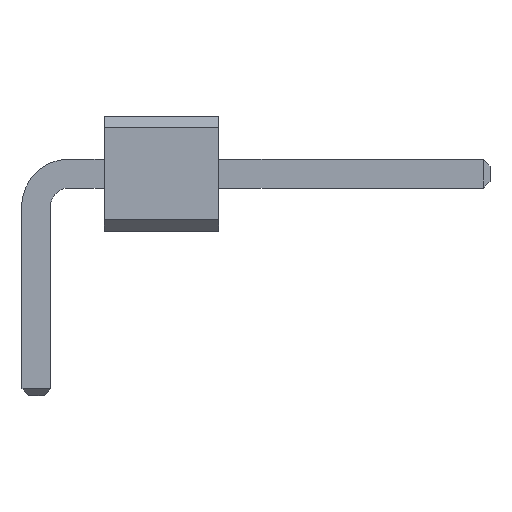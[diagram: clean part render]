
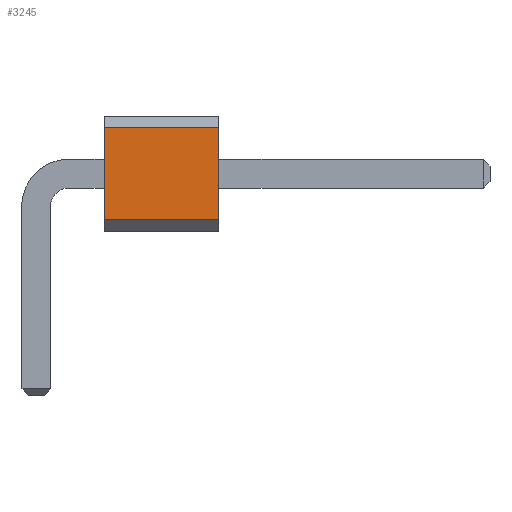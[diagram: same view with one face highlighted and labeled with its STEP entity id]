
A CAD part, front view. The second image highlights one B-rep face of the part: STEP entity #3245.
In plain terms, the highlighted planar face has unit normal (0, -1, 0).
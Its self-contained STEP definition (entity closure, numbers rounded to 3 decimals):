
#359 = VERTEX_POINT('',#360);
#360 = CARTESIAN_POINT('',(4.04,-29.21,2.29));
#366 = EDGE_CURVE('',#367,#359,#369,.T.);
#367 = VERTEX_POINT('',#368);
#368 = CARTESIAN_POINT('',(4.04,-29.21,0.25));
#369 = LINE('',#370,#371);
#370 = CARTESIAN_POINT('',(4.04,-29.21,0.));
#371 = VECTOR('',#372,1.);
#372 = DIRECTION('',(0.,0.,1.));
#1383 = VERTEX_POINT('',#1384);
#1384 = CARTESIAN_POINT('',(1.5,-29.21,0.25));
#1390 = EDGE_CURVE('',#1383,#1391,#1393,.T.);
#1391 = VERTEX_POINT('',#1392);
#1392 = CARTESIAN_POINT('',(1.5,-29.21,2.29));
#1393 = LINE('',#1394,#1395);
#1394 = CARTESIAN_POINT('',(1.5,-29.21,0.));
#1395 = VECTOR('',#1396,1.);
#1396 = DIRECTION('',(0.,0.,1.));
#3235 = EDGE_CURVE('',#367,#1383,#3236,.T.);
#3236 = LINE('',#3237,#3238);
#3237 = CARTESIAN_POINT('',(4.04,-29.21,0.25));
#3238 = VECTOR('',#3239,1.);
#3239 = DIRECTION('',(-1.,0.,0.));
#3245 = ADVANCED_FACE('',(#3246),#3257,.F.);
#3246 = FACE_BOUND('',#3247,.F.);
#3247 = EDGE_LOOP('',(#3248,#3249,#3250,#3251));
#3248 = ORIENTED_EDGE('',*,*,#366,.F.);
#3249 = ORIENTED_EDGE('',*,*,#3235,.T.);
#3250 = ORIENTED_EDGE('',*,*,#1390,.T.);
#3251 = ORIENTED_EDGE('',*,*,#3252,.F.);
#3252 = EDGE_CURVE('',#359,#1391,#3253,.T.);
#3253 = LINE('',#3254,#3255);
#3254 = CARTESIAN_POINT('',(4.04,-29.21,2.29));
#3255 = VECTOR('',#3256,1.);
#3256 = DIRECTION('',(-1.,0.,0.));
#3257 = PLANE('',#3258);
#3258 = AXIS2_PLACEMENT_3D('',#3259,#3260,#3261);
#3259 = CARTESIAN_POINT('',(4.04,-29.21,0.));
#3260 = DIRECTION('',(0.,1.,0.));
#3261 = DIRECTION('',(0.,0.,1.));
